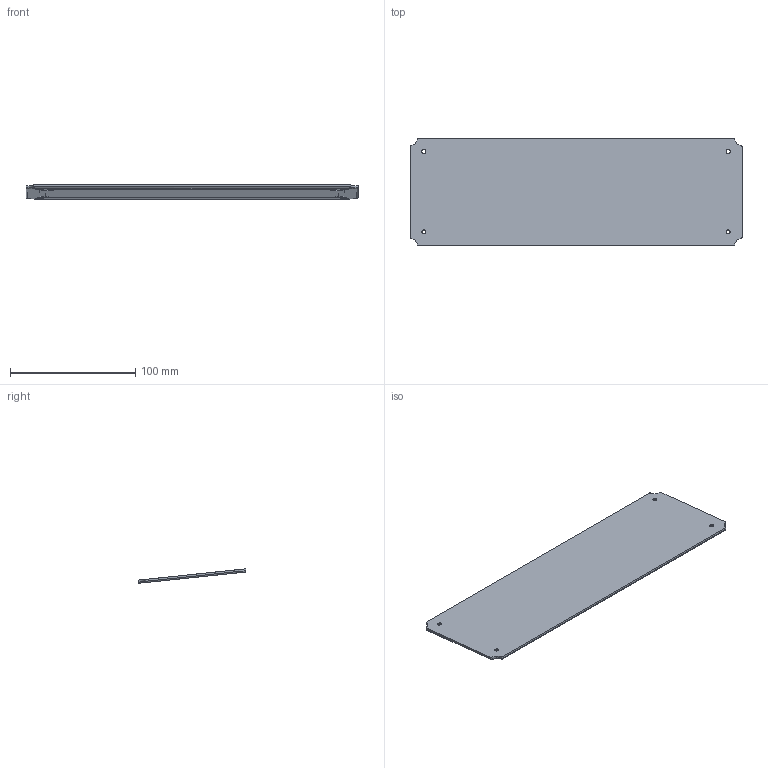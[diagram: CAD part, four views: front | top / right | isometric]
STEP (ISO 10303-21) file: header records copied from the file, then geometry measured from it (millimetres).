
FILE_DESCRIPTION(/* description */ (''),/* implementation_level */ '2;1');
FILE_NAME(/* name */ 'backplate with outline only.step',/* time_stamp */ '2023-10-03T19:39:45+07:00',/* author */ (''),/* organization */ (''),/* preprocessor_version */ 'ST-DEVELOPER v20',/* originating_system */ 'Autodesk Translation Framework v12.14.0.127',/* authorisation */ '');
FILE_SCHEMA (('AUTOMOTIVE_DESIGN { 1 0 10303 214 3 1 1 }'));
Length unit declared in the file: millimetre
Products named in the file (1): (Unsaved)
Bounding box: 264.75 x 85.92 x 11.4 mm (x, y, z)
Volume: 55185.9 mm3; surface area: 47470.4 mm2
Topology: 1 solids, 1 shells, 60 faces, 149 edges, 86 vertices
Faces by surface type: cylinder 28, plane 16, bspline 8, cone 4, torus 4
Full cylindrical faces by diameter (mm): 3.2 x4
Entity records: 2160 total; most frequent: CARTESIAN_POINT 739, DIRECTION 286, ORIENTED_EDGE 284, EDGE_CURVE 142, AXIS2_PLACEMENT_3D 109, VERTEX_POINT 86, EDGE_LOOP 70, LINE 68
